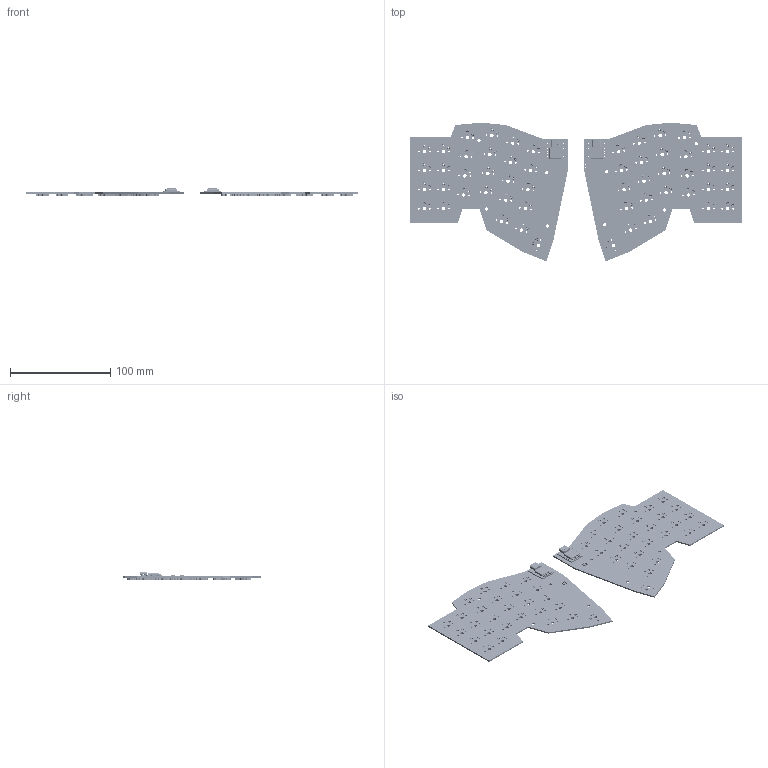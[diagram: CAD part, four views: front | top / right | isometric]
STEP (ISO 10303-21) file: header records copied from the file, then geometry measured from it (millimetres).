
FILE_DESCRIPTION(('KiCad electronic assembly'),'2;1');
FILE_NAME('split-keeb-v2.step','2025-12-05T21:15:42',('Pcbnew'),('Kicad' ),'Open CASCADE STEP processor 7.9','KiCad to STEP converter', 'Unknown');
FILE_SCHEMA(('AUTOMOTIVE_DESIGN { 1 0 10303 214 1 1 1 1 }'));
Length unit declared in the file: millimetre
Products named in the file (9): split-keeb-v2 1; seeeduino_xiao_rp2040; split-keeb-v2 1.1.1; CON_BM02B-ACHSS; HS_CPG135001S30_Choc; pin; socket; split-keeb-v2_PCB_1; split-keeb-v2_PCB_2
Assembly tree (64 placements, depth 3):
  split-keeb-v2 1
    seeeduino_xiao_rp2040  x2
      split-keeb-v2 1.1.1
    CON_BM02B-ACHSS  x2
    HS_CPG135001S30_Choc  x54
      pin
      socket
    split-keeb-v2_PCB_1
    split-keeb-v2_PCB_2
Bounding box: 330.55 x 138.11 x 8.04 mm (x, y, z)
Volume: 49752.2 mm3; surface area: 82497.2 mm2
Topology: 268 solids, 268 shells, 18862 faces, 47278 edges, 29198 vertices
Faces by surface type: plane 11190, cylinder 4680, bspline 1840, torus 580, cone 552, sphere 20
Full cylindrical faces by diameter (mm): 0.4 x2, 0.5 x4, 0.8 x28, 0.9 x4, 1 x28, 1.05 x16, 1.5 x4, 1.7 x108, 2 x2, 2.9 x108, 3 x108, 3.2 x8, 3.4 x54
Entity records: 50562 total; most frequent: CARTESIAN_POINT 9012, DIRECTION 8525, ORIENTED_EDGE 8240, EDGE_CURVE 4120, LINE 2853, VECTOR 2853, AXIS2_PLACEMENT_3D 2836, VERTEX_POINT 2669
